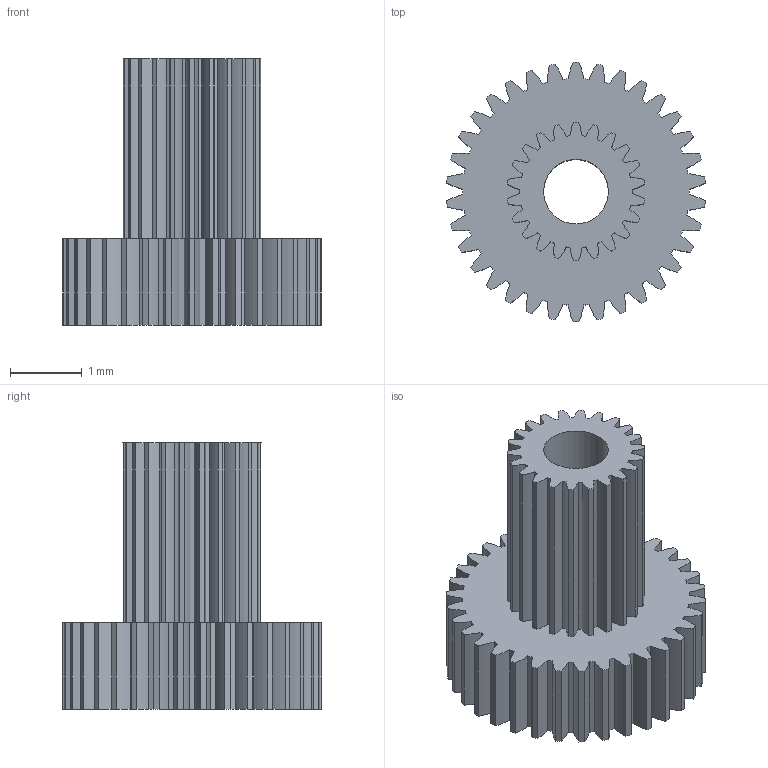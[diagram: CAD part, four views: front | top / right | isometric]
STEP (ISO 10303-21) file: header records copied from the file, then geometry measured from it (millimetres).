
FILE_DESCRIPTION(/* description */ ('','CAx-IF Rec.Pracs.---Representation and Presentation of Product Manufacturing Information (PMI)---4.0---2014-10-13'),/* implementation_level */ '2;1');
FILE_NAME(/* name */ 'gear22-11 v1.step',/* time_stamp */ '2024-12-05T19:30:27Z',/* author */ (''),/* organization */ (''),/* preprocessor_version */ 'ST-DEVELOPER v20',/* originating_system */ 'Autodesk Translation Framework v13.20.0.188',/* authorisation */ '');
FILE_SCHEMA (('AP242_MANAGED_MODEL_BASED_3D_ENGINEERING_MIM_LF { 1 0 10303 442 1 1 4 }'));
Length unit declared in the file: millimetre
Products named in the file (1): gear22-11
Bounding box: 3.59 x 3.6 x 3.7 mm (x, y, z)
Volume: 14.5 mm3; surface area: 84.3 mm2
Topology: 2 solids, 2 shells, 230 faces, 678 edges, 452 vertices
Faces by surface type: cylinder 226, plane 4
Full cylindrical faces by diameter (mm): 0.9 x2
Entity records: 7994 total; most frequent: DIRECTION 1592, CARTESIAN_POINT 1361, ORIENTED_EDGE 1356, AXIS2_PLACEMENT_3D 683, EDGE_CURVE 678, CIRCLE 452, VERTEX_POINT 452, EDGE_LOOP 234
